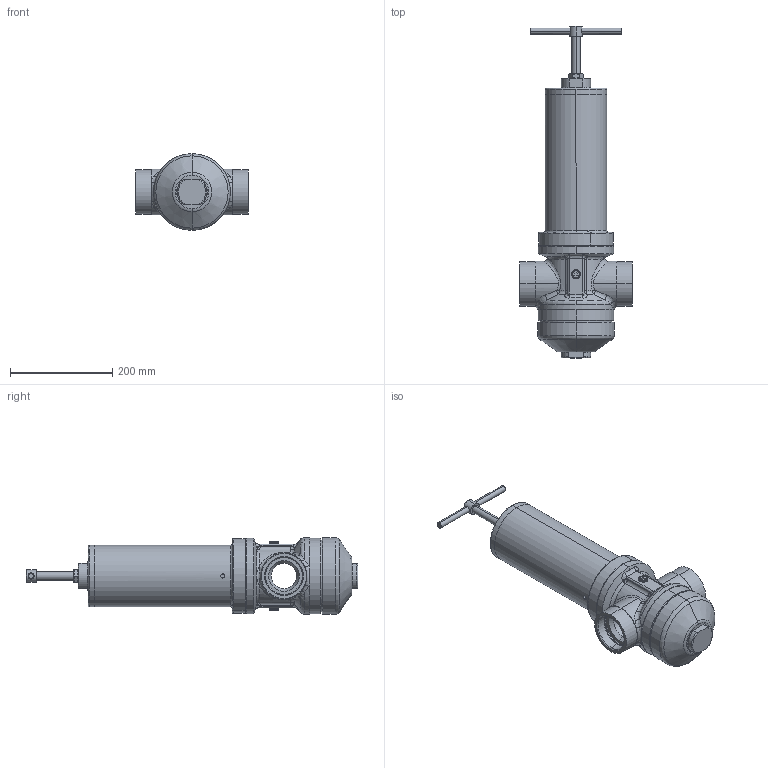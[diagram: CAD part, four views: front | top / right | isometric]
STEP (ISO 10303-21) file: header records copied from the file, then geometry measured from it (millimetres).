
FILE_DESCRIPTION (( 'STEP AP203' ), '1' );
FILE_NAME ('70 BG IIIB G212 Female.STEP', '2017-12-18T12:18:33', ( '' ), ( '' ), 'SwSTEP 2.0', 'SolidWorks 2016', '' );
FILE_SCHEMA (( 'CONFIG_CONTROL_DESIGN' ));
Length unit declared in the file: millimetre
Products named in the file (1): 70 BG IIIB G212 Female
Bounding box: 220 x 650.52 x 150 mm (x, y, z)
Volume: 2261405.2 mm3; surface area: 578394.6 mm2
Topology: 9 solids, 9 shells, 483 faces, 1062 edges, 619 vertices
Faces by surface type: cylinder 131, cone 114, plane 96, torus 88, bspline 54
Entity records: 17781 total; most frequent: CARTESIAN_POINT 7343, DIRECTION 2256, ORIENTED_EDGE 2108, EDGE_CURVE 1054, AXIS2_PLACEMENT_3D 986, VERTEX_POINT 619, CIRCLE 556, EDGE_LOOP 535
